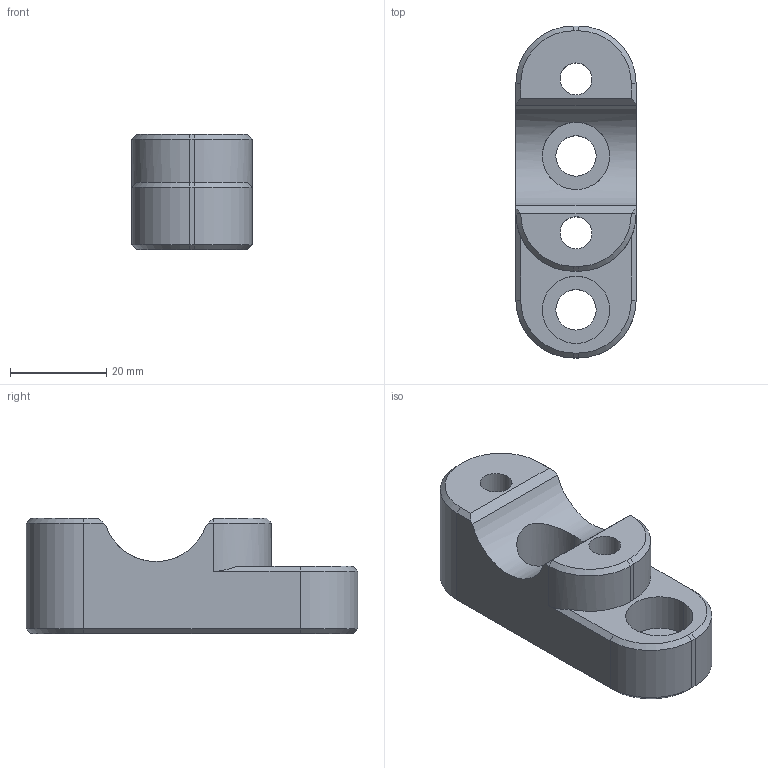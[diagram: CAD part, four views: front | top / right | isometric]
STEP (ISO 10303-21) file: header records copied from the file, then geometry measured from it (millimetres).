
FILE_DESCRIPTION(('CATIA V5 STEP Exchange'),'2;1');
FILE_NAME('pontet 1 bresson.stp','2021-10-23T11:26:47+00:00',('none'),('none'),'CATIA Version 5 Release 21 GA (IN-10)','CATIA V5 STEP AP203','none');
FILE_SCHEMA(('CONFIG_CONTROL_DESIGN'));
Length unit declared in the file: millimetre
Products named in the file (1): pontet 1 bresson
Bounding box: 25 x 69 x 24 mm (x, y, z)
Volume: 25038.3 mm3; surface area: 8318.1 mm2
Topology: 1 solids, 1 shells, 55 faces, 133 edges, 84 vertices
Faces by surface type: plane 26, cylinder 19, cone 10
Entity records: 1606 total; most frequent: CARTESIAN_POINT 317, ORIENTED_EDGE 266, DIRECTION 219, EDGE_CURVE 133, AXIS2_PLACEMENT_3D 94, VERTEX_POINT 82, VECTOR 79, LINE 79
